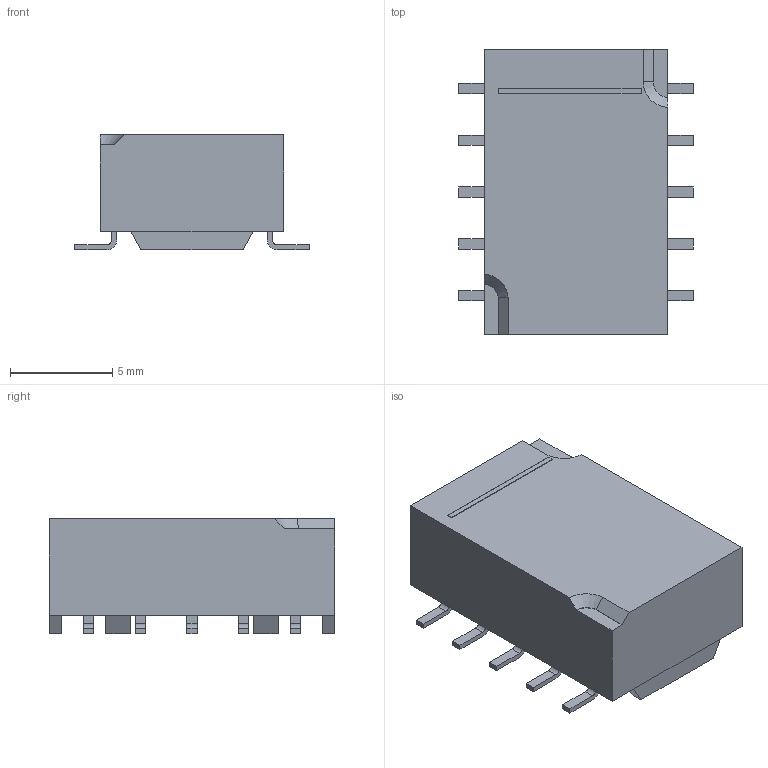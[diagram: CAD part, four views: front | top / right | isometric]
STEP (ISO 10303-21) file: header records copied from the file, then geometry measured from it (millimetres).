
FILE_DESCRIPTION(('FreeCAD Model'),'2;1');
FILE_NAME('Relay_DPDT_FRT5_SMD.step','2018-01-09T21:25:00',('kicad StepUp'),( 'ksu MCAD'),'Open CASCADE STEP processor 6.8','FreeCAD','Unknown');
FILE_SCHEMA(('AUTOMOTIVE_DESIGN_CC2 { 1 2 10303 214 -1 1 5 4 }'));
Length unit declared in the file: millimetre
Products named in the file (1): Relay_DPDT_FRT5_SMD
Bounding box: 11.5 x 14 x 5.68 mm (x, y, z)
Volume: 617.2 mm3; surface area: 550.4 mm2
Topology: 1 solids, 1 shells, 135 faces, 348 edges, 226 vertices
Faces by surface type: plane 111, cylinder 22, cone 2
Entity records: 2823 total; most frequent: ORIENTED_EDGE 568, CARTESIAN_POINT 381, EDGE_CURVE 348, LINE 280, VERTEX_POINT 226, FACE_BOUND 146, EDGE_LOOP 146, AXIS2_PLACEMENT_3D 143
